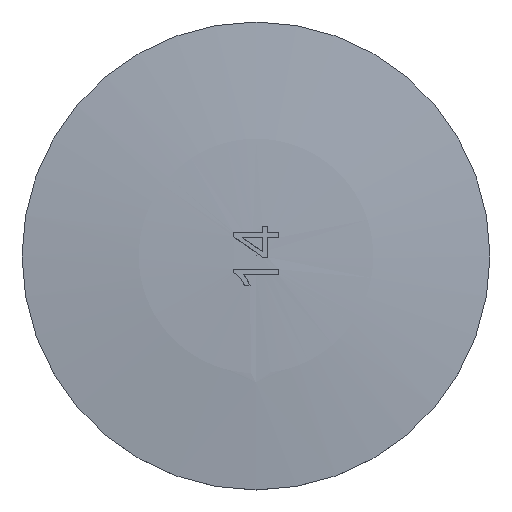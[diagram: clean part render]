
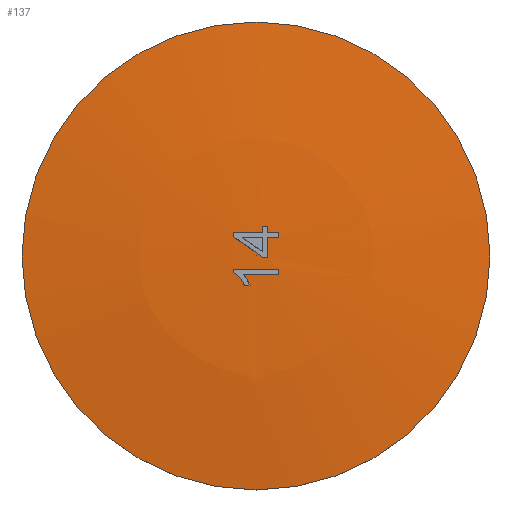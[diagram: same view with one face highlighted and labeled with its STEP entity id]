
A CAD part, top view. The second image highlights one B-rep face of the part: STEP entity #137.
In plain terms, the highlighted spherical face has radius 62.66 mm.
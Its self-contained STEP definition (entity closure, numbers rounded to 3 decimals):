
#137=ADVANCED_FACE('',(#172,#173,#174),#170,.T.);
#170=SPHERICAL_SURFACE('',#573,62.66);
#172=FACE_BOUND('',#189,.T.);
#173=FACE_BOUND('',#190,.T.);
#174=FACE_BOUND('',#191,.T.);
#189=EDGE_LOOP('',(#259,#260,#261,#262,#263,#264,#265,#266));
#190=EDGE_LOOP('',(#267,#268,#269,#270,#271,#272,#273,#274,#275,#276,#277));
#191=EDGE_LOOP('',(#278));
#231=B_SPLINE_CURVE_WITH_KNOTS('',3,(#759,#760,#761,#762,#763,#764,#765,
#766,#767,#768),.UNSPECIFIED.,.F.,.F.,(4,3,3,4),(0.,0.29,0.58,
1.),.UNSPECIFIED.);
#232=B_SPLINE_CURVE_WITH_KNOTS('',3,(#770,#771,#772,#773,#774,#775,#776,
#777,#778,#779),.UNSPECIFIED.,.F.,.F.,(4,3,3,4),(0.,0.291,0.581,
1.),.UNSPECIFIED.);
#233=B_SPLINE_CURVE_WITH_KNOTS('',3,(#783,#784,#785,#786,#787,#788,#789,
#790,#791,#792),.UNSPECIFIED.,.F.,.F.,(4,3,3,4),(0.,0.293,0.586,
1.),.UNSPECIFIED.);
#259=ORIENTED_EDGE('',*,*,#456,.T.);
#260=ORIENTED_EDGE('',*,*,#457,.T.);
#261=ORIENTED_EDGE('',*,*,#458,.T.);
#262=ORIENTED_EDGE('',*,*,#459,.T.);
#263=ORIENTED_EDGE('',*,*,#460,.T.);
#264=ORIENTED_EDGE('',*,*,#461,.T.);
#265=ORIENTED_EDGE('',*,*,#462,.T.);
#266=ORIENTED_EDGE('',*,*,#463,.T.);
#267=ORIENTED_EDGE('',*,*,#464,.T.);
#268=ORIENTED_EDGE('',*,*,#465,.T.);
#269=ORIENTED_EDGE('',*,*,#466,.T.);
#270=ORIENTED_EDGE('',*,*,#467,.T.);
#271=ORIENTED_EDGE('',*,*,#468,.T.);
#272=ORIENTED_EDGE('',*,*,#469,.T.);
#273=ORIENTED_EDGE('',*,*,#470,.T.);
#274=ORIENTED_EDGE('',*,*,#471,.T.);
#275=ORIENTED_EDGE('',*,*,#472,.T.);
#276=ORIENTED_EDGE('',*,*,#473,.T.);
#277=ORIENTED_EDGE('',*,*,#474,.T.);
#278=ORIENTED_EDGE('',*,*,#475,.F.);
#405=VERTEX_POINT('',#753);
#406=VERTEX_POINT('',#754);
#407=VERTEX_POINT('',#756);
#408=VERTEX_POINT('',#758);
#409=VERTEX_POINT('',#769);
#410=VERTEX_POINT('',#780);
#411=VERTEX_POINT('',#782);
#412=VERTEX_POINT('',#793);
#413=VERTEX_POINT('',#796);
#414=VERTEX_POINT('',#797);
#415=VERTEX_POINT('',#799);
#416=VERTEX_POINT('',#801);
#417=VERTEX_POINT('',#803);
#418=VERTEX_POINT('',#805);
#419=VERTEX_POINT('',#807);
#420=VERTEX_POINT('',#809);
#421=VERTEX_POINT('',#811);
#422=VERTEX_POINT('',#813);
#423=VERTEX_POINT('',#815);
#424=VERTEX_POINT('',#818);
#456=EDGE_CURVE('',#405,#406,#529,.T.);
#457=EDGE_CURVE('',#406,#407,#530,.T.);
#458=EDGE_CURVE('',#407,#408,#531,.T.);
#459=EDGE_CURVE('',#408,#409,#231,.T.);
#460=EDGE_CURVE('',#409,#410,#232,.T.);
#461=EDGE_CURVE('',#410,#411,#532,.T.);
#462=EDGE_CURVE('',#411,#412,#233,.T.);
#463=EDGE_CURVE('',#412,#405,#533,.T.);
#464=EDGE_CURVE('',#413,#414,#534,.T.);
#465=EDGE_CURVE('',#414,#415,#535,.T.);
#466=EDGE_CURVE('',#415,#416,#536,.T.);
#467=EDGE_CURVE('',#416,#417,#537,.T.);
#468=EDGE_CURVE('',#417,#418,#538,.T.);
#469=EDGE_CURVE('',#418,#419,#539,.T.);
#470=EDGE_CURVE('',#419,#420,#540,.T.);
#471=EDGE_CURVE('',#420,#421,#541,.T.);
#472=EDGE_CURVE('',#421,#422,#542,.T.);
#473=EDGE_CURVE('',#422,#423,#543,.T.);
#474=EDGE_CURVE('',#423,#413,#544,.T.);
#475=EDGE_CURVE('',#424,#424,#545,.T.);
#529=CIRCLE('',#556,62.658);
#530=CIRCLE('',#557,62.656);
#531=CIRCLE('',#558,62.657);
#532=CIRCLE('',#559,62.652);
#533=CIRCLE('',#560,62.655);
#534=CIRCLE('',#561,62.656);
#535=CIRCLE('',#562,62.657);
#536=CIRCLE('',#563,62.659);
#537=CIRCLE('',#564,62.66);
#538=CIRCLE('',#565,62.66);
#539=CIRCLE('',#566,62.656);
#540=CIRCLE('',#567,62.655);
#541=CIRCLE('',#568,62.66);
#542=CIRCLE('',#569,62.652);
#543=CIRCLE('',#570,62.659);
#544=CIRCLE('',#571,62.655);
#545=CIRCLE('',#572,7.9);
#556=AXIS2_PLACEMENT_3D('',#752,#614,#615);
#557=AXIS2_PLACEMENT_3D('',#755,#616,#617);
#558=AXIS2_PLACEMENT_3D('',#757,#618,#619);
#559=AXIS2_PLACEMENT_3D('',#781,#620,#621);
#560=AXIS2_PLACEMENT_3D('',#794,#622,#623);
#561=AXIS2_PLACEMENT_3D('',#795,#624,#625);
#562=AXIS2_PLACEMENT_3D('',#798,#626,#627);
#563=AXIS2_PLACEMENT_3D('',#800,#628,#629);
#564=AXIS2_PLACEMENT_3D('',#802,#630,#631);
#565=AXIS2_PLACEMENT_3D('',#804,#632,#633);
#566=AXIS2_PLACEMENT_3D('',#806,#634,#635);
#567=AXIS2_PLACEMENT_3D('',#808,#636,#637);
#568=AXIS2_PLACEMENT_3D('',#810,#638,#639);
#569=AXIS2_PLACEMENT_3D('',#812,#640,#641);
#570=AXIS2_PLACEMENT_3D('',#814,#642,#643);
#571=AXIS2_PLACEMENT_3D('',#816,#644,#645);
#572=AXIS2_PLACEMENT_3D('',#817,#646,#647);
#573=AXIS2_PLACEMENT_3D('',#819,#648,#649);
#614=DIRECTION('',(0.,1.,0.));
#615=DIRECTION('',(-1.,0.,0.));
#616=DIRECTION('',(1.,0.,0.));
#617=DIRECTION('',(0.,1.,0.));
#618=DIRECTION('',(0.,-1.,0.));
#619=DIRECTION('',(1.,0.,0.));
#620=DIRECTION('',(0.,-1.,0.));
#621=DIRECTION('',(1.,0.,0.));
#622=DIRECTION('',(-1.,0.,0.));
#623=DIRECTION('',(0.,-1.,0.));
#624=DIRECTION('',(1.,0.,0.));
#625=DIRECTION('',(0.,1.,0.));
#626=DIRECTION('',(0.,-1.,0.));
#627=DIRECTION('',(1.,0.,0.));
#628=DIRECTION('',(1.,0.,0.));
#629=DIRECTION('',(0.,1.,0.));
#630=DIRECTION('',(0.,-1.,0.));
#631=DIRECTION('',(1.,0.,0.));
#632=DIRECTION('',(-0.576,-0.818,0.));
#633=DIRECTION('',(0.818,-0.576,0.));
#634=DIRECTION('',(-1.,0.,0.));
#635=DIRECTION('',(0.,0.,1.));
#636=DIRECTION('',(0.,1.,0.));
#637=DIRECTION('',(-1.,0.,0.));
#638=DIRECTION('',(-1.,0.,0.));
#639=DIRECTION('',(0.,-1.,0.));
#640=DIRECTION('',(0.,1.,0.));
#641=DIRECTION('',(0.,0.,1.));
#642=DIRECTION('',(1.,0.,0.));
#643=DIRECTION('',(0.,1.,0.));
#644=DIRECTION('',(0.,1.,0.));
#645=DIRECTION('',(-1.,0.,0.));
#646=DIRECTION('',(0.,0.,-1.));
#647=DIRECTION('',(-1.,0.,0.));
#648=DIRECTION('',(0.,0.,-1.));
#649=DIRECTION('',(0.,-1.,0.));
#752=CARTESIAN_POINT('',(0.,-0.448,-61.66));
#753=CARTESIAN_POINT('',(-0.756,-0.448,0.994));
#754=CARTESIAN_POINT('',(0.75,-0.448,0.994));
#755=CARTESIAN_POINT('',(0.75,0.,-61.66));
#756=CARTESIAN_POINT('',(0.75,-0.632,0.992));
#757=CARTESIAN_POINT('',(0.,-0.632,-61.66));
#758=CARTESIAN_POINT('',(-0.424,-0.632,0.995));
#759=CARTESIAN_POINT('',(-0.424,-0.632,0.995));
#760=CARTESIAN_POINT('',(-0.409,-0.647,0.995));
#761=CARTESIAN_POINT('',(-0.396,-0.663,0.995));
#762=CARTESIAN_POINT('',(-0.383,-0.68,0.995));
#763=CARTESIAN_POINT('',(-0.37,-0.696,0.995));
#764=CARTESIAN_POINT('',(-0.357,-0.713,0.995));
#765=CARTESIAN_POINT('',(-0.345,-0.73,0.995));
#766=CARTESIAN_POINT('',(-0.328,-0.755,0.995));
#767=CARTESIAN_POINT('',(-0.312,-0.781,0.994));
#768=CARTESIAN_POINT('',(-0.297,-0.807,0.994));
#769=CARTESIAN_POINT('',(-0.297,-0.807,0.994));
#770=CARTESIAN_POINT('',(-0.297,-0.807,0.994));
#771=CARTESIAN_POINT('',(-0.286,-0.825,0.994));
#772=CARTESIAN_POINT('',(-0.276,-0.843,0.994));
#773=CARTESIAN_POINT('',(-0.266,-0.862,0.994));
#774=CARTESIAN_POINT('',(-0.256,-0.88,0.993));
#775=CARTESIAN_POINT('',(-0.246,-0.899,0.993));
#776=CARTESIAN_POINT('',(-0.237,-0.918,0.993));
#777=CARTESIAN_POINT('',(-0.224,-0.945,0.992));
#778=CARTESIAN_POINT('',(-0.212,-0.972,0.992));
#779=CARTESIAN_POINT('',(-0.202,-1.001,0.992));
#780=CARTESIAN_POINT('',(-0.202,-1.001,0.992));
#781=CARTESIAN_POINT('',(0.,-1.001,-61.66));
#782=CARTESIAN_POINT('',(-0.38,-1.001,0.991));
#783=CARTESIAN_POINT('',(-0.38,-1.001,0.991));
#784=CARTESIAN_POINT('',(-0.404,-0.949,0.992));
#785=CARTESIAN_POINT('',(-0.432,-0.899,0.992));
#786=CARTESIAN_POINT('',(-0.463,-0.851,0.993));
#787=CARTESIAN_POINT('',(-0.495,-0.804,0.993));
#788=CARTESIAN_POINT('',(-0.53,-0.759,0.993));
#789=CARTESIAN_POINT('',(-0.569,-0.717,0.993));
#790=CARTESIAN_POINT('',(-0.623,-0.658,0.994));
#791=CARTESIAN_POINT('',(-0.684,-0.602,0.993));
#792=CARTESIAN_POINT('',(-0.756,-0.567,0.993));
#793=CARTESIAN_POINT('',(-0.756,-0.567,0.993));
#794=CARTESIAN_POINT('',(-0.756,0.,-61.66));
#795=CARTESIAN_POINT('',(0.75,0.,-61.66));
#796=CARTESIAN_POINT('',(0.75,0.798,0.99));
#797=CARTESIAN_POINT('',(0.75,0.614,0.993));
#798=CARTESIAN_POINT('',(0.,0.614,-61.66));
#799=CARTESIAN_POINT('',(0.391,0.614,0.996));
#800=CARTESIAN_POINT('',(0.391,0.,-61.66));
#801=CARTESIAN_POINT('',(0.391,-0.037,0.999));
#802=CARTESIAN_POINT('',(0.,-0.037,-61.66));
#803=CARTESIAN_POINT('',(0.222,-0.037,1.));
#804=CARTESIAN_POINT('',(0.056,0.08,-61.66));
#805=CARTESIAN_POINT('',(-0.75,0.648,0.992));
#806=CARTESIAN_POINT('',(-0.75,0.,-61.66));
#807=CARTESIAN_POINT('',(-0.75,0.798,0.99));
#808=CARTESIAN_POINT('',(0.,0.798,-61.66));
#809=CARTESIAN_POINT('',(0.222,0.798,0.995));
#810=CARTESIAN_POINT('',(0.222,0.,-61.66));
#811=CARTESIAN_POINT('',(0.222,1.001,0.992));
#812=CARTESIAN_POINT('',(0.,1.001,-61.66));
#813=CARTESIAN_POINT('',(0.391,1.001,0.991));
#814=CARTESIAN_POINT('',(0.391,0.,-61.66));
#815=CARTESIAN_POINT('',(0.391,0.798,0.994));
#816=CARTESIAN_POINT('',(0.,0.798,-61.66));
#817=CARTESIAN_POINT('',(0.,0.,0.5));
#818=CARTESIAN_POINT('',(-7.9,0.,0.5));
#819=CARTESIAN_POINT('',(0.,0.,-61.66));
